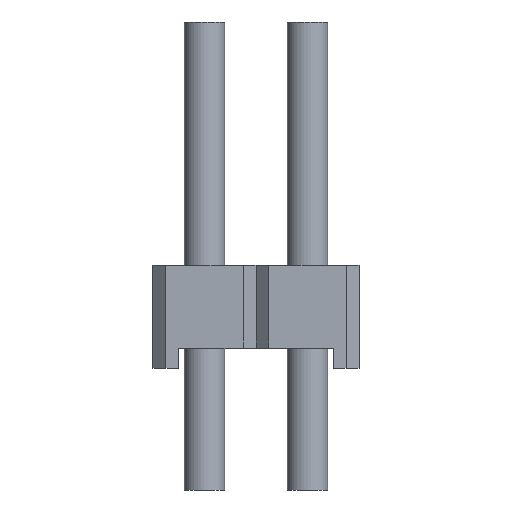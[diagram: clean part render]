
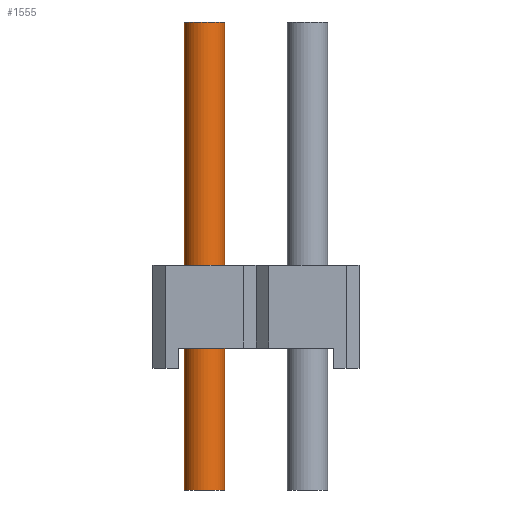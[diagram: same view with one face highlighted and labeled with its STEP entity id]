
A CAD part, left-side view. The second image highlights one B-rep face of the part: STEP entity #1555.
In plain terms, the highlighted cylindrical face has radius 0.5 mm (diameter 1 mm), a full revolution.
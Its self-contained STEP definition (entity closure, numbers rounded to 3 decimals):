
#886=ORIENTED_EDGE('',*,*,#1104,.F.);
#887=ORIENTED_EDGE('',*,*,#1105,.T.);
#1104=EDGE_CURVE('',#1250,#1250,#1284,.T.);
#1105=EDGE_CURVE('',#1251,#1251,#1285,.T.);
#1250=VERTEX_POINT('',#2597);
#1251=VERTEX_POINT('',#2599);
#1284=CIRCLE('',#1717,0.5);
#1285=CIRCLE('',#1718,0.5);
#1370=EDGE_LOOP('',(#886));
#1371=EDGE_LOOP('',(#887));
#1456=FACE_BOUND('',#1370,.T.);
#1457=FACE_BOUND('',#1371,.T.);
#1478=CYLINDRICAL_SURFACE('',#1716,0.5);
#1555=ADVANCED_FACE('',(#1456,#1457),#1478,.F.);
#1716=AXIS2_PLACEMENT_3D('',#2595,#2143,#2144);
#1717=AXIS2_PLACEMENT_3D('',#2596,#2145,#2146);
#1718=AXIS2_PLACEMENT_3D('',#2598,#2147,#2148);
#2143=DIRECTION('',(0.,0.,1.));
#2144=DIRECTION('',(1.,0.,0.));
#2145=DIRECTION('',(0.,0.,-1.));
#2146=DIRECTION('',(1.,0.,0.));
#2147=DIRECTION('',(0.,0.,-1.));
#2148=DIRECTION('',(1.,0.,0.));
#2595=CARTESIAN_POINT('',(0.,0.,0.));
#2596=CARTESIAN_POINT('',(0.,0.,11.54));
#2597=CARTESIAN_POINT('',(0.5,0.,11.54));
#2598=CARTESIAN_POINT('',(0.,0.,0.));
#2599=CARTESIAN_POINT('',(0.5,0.,0.));
